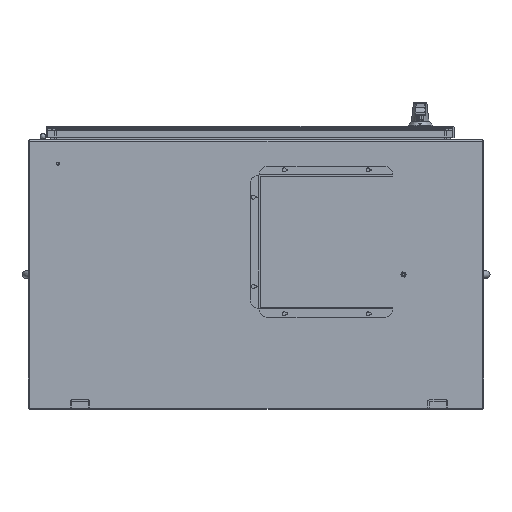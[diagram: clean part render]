
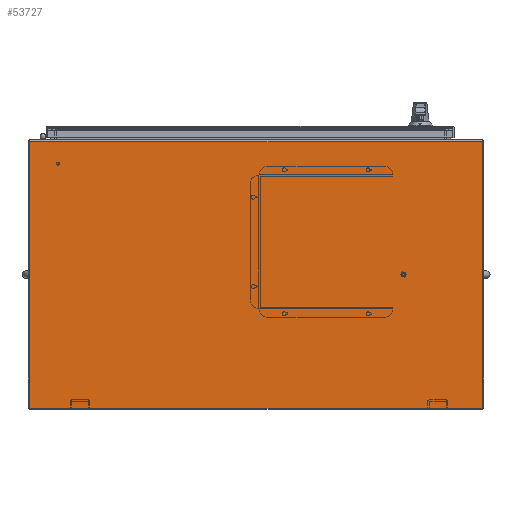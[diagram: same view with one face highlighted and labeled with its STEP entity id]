
A CAD part, front view. The second image highlights one B-rep face of the part: STEP entity #53727.
In plain terms, the highlighted face is planar.
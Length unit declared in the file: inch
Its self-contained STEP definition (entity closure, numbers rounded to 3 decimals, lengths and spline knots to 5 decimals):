
#1371 = DIRECTION ( 'NONE',  ( 0., 0., 1. ) ) ;
#2229 = EDGE_LOOP ( 'NONE', ( #44285, #51680, #23196, #10733 ) ) ;
#2501 = EDGE_CURVE ( 'NONE', #26589, #50214, #33826, .T. ) ;
#3960 = VERTEX_POINT ( 'NONE', #52066 ) ;
#7753 = CARTESIAN_POINT ( 'NONE',  ( 40.5, -23.815, -0.125 ) ) ;
#10733 = ORIENTED_EDGE ( 'NONE', *, *, #2501, .F. ) ;
#10811 = CARTESIAN_POINT ( 'NONE',  ( 0., 0., -0.125 ) ) ;
#16127 = LINE ( 'NONE', #10811, #41726 ) ;
#16839 = PLANE ( 'NONE',  #23607 ) ;
#16979 = VECTOR ( 'NONE', #63960, 39.37008 ) ;
#17226 = EDGE_CURVE ( 'NONE', #50214, #44558, #16127, .T. ) ;
#17353 = LINE ( 'NONE', #51914, #19761 ) ;
#19761 = VECTOR ( 'NONE', #45857, 39.37008 ) ;
#23196 = ORIENTED_EDGE ( 'NONE', *, *, #17226, .F. ) ;
#23607 = AXIS2_PLACEMENT_3D ( 'NONE', #53303, #1371, #32748 ) ;
#24307 = EDGE_CURVE ( 'NONE', #3960, #26589, #65261, .T. ) ;
#26589 = VERTEX_POINT ( 'NONE', #7753 ) ;
#32748 = DIRECTION ( 'NONE',  ( 0., -1., 0. ) ) ;
#33826 = LINE ( 'NONE', #38420, #16979 ) ;
#36042 = CARTESIAN_POINT ( 'NONE',  ( 0., 0., -0.125 ) ) ;
#36431 = VECTOR ( 'NONE', #64210, 39.37008 ) ;
#36588 = DIRECTION ( 'NONE',  ( -1., 0., 0. ) ) ;
#38420 = CARTESIAN_POINT ( 'NONE',  ( 40.5, 0., -0.125 ) ) ;
#41726 = VECTOR ( 'NONE', #36588, 39.37008 ) ;
#42754 = FACE_OUTER_BOUND ( 'NONE', #2229, .T. ) ;
#44285 = ORIENTED_EDGE ( 'NONE', *, *, #24307, .F. ) ;
#44558 = VERTEX_POINT ( 'NONE', #36042 ) ;
#44565 = EDGE_CURVE ( 'NONE', #44558, #3960, #17353, .T. ) ;
#45857 = DIRECTION ( 'NONE',  ( 0., -1., 0. ) ) ;
#47900 = CARTESIAN_POINT ( 'NONE',  ( 40.5, 0., -0.125 ) ) ;
#50214 = VERTEX_POINT ( 'NONE', #47900 ) ;
#51680 = ORIENTED_EDGE ( 'NONE', *, *, #44565, .F. ) ;
#51914 = CARTESIAN_POINT ( 'NONE',  ( 0., 0., -0.125 ) ) ;
#52066 = CARTESIAN_POINT ( 'NONE',  ( 0., -23.815, -0.125 ) ) ;
#53229 = CARTESIAN_POINT ( 'NONE',  ( 0., -23.815, -0.125 ) ) ;
#53303 = CARTESIAN_POINT ( 'NONE',  ( 0., 0., -0.125 ) ) ;
#53727 = ADVANCED_FACE ( 'NONE', ( #42754 ), #16839, .F. ) ;
#63960 = DIRECTION ( 'NONE',  ( 0., 1., 0. ) ) ;
#64210 = DIRECTION ( 'NONE',  ( 1., 0., 0. ) ) ;
#65261 = LINE ( 'NONE', #53229, #36431 ) ;
